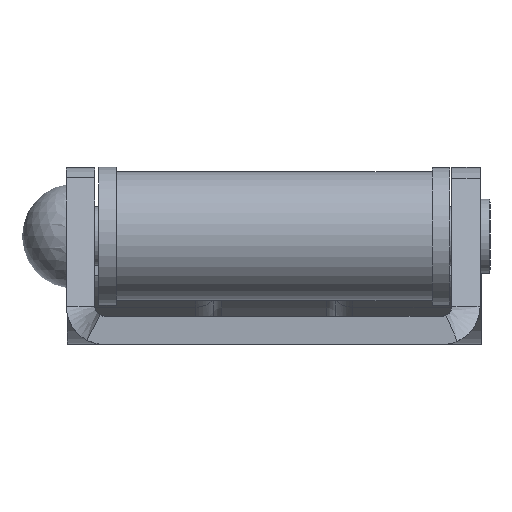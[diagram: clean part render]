
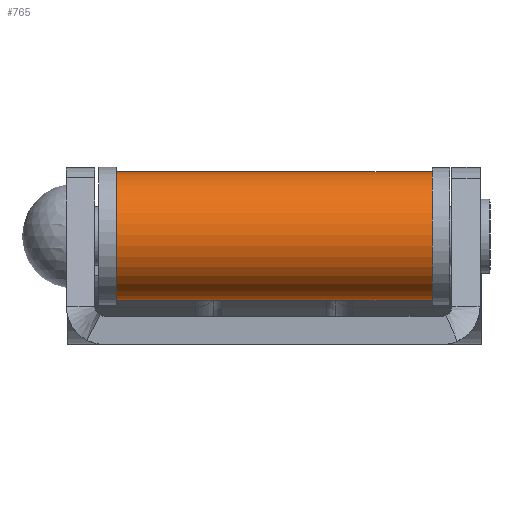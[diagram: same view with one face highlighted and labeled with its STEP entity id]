
A CAD part, left-side view. The second image highlights one B-rep face of the part: STEP entity #765.
In plain terms, the highlighted cylindrical face has radius 10.351 mm (diameter 20.701 mm), a partial arc.
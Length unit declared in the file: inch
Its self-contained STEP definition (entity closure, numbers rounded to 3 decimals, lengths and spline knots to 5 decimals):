
#218=CARTESIAN_POINT('',(0.31367,-1.0,0.94813));
#219=VERTEX_POINT('',#218);
#227=CARTESIAN_POINT('',(0.34558,-1.0,0.47206));
#228=VERTEX_POINT('',#227);
#229=CARTESIAN_POINT('',(0.0,-1.0,0.688));
#230=DIRECTION('',(0.0,1.0,0.0));
#231=DIRECTION('',(0.848,0.0,-0.53));
#232=AXIS2_PLACEMENT_3D('',#229,#230,#231);
#233=CIRCLE('',#232,0.4075);
#234=EDGE_CURVE('',#228,#219,#233,.T.);
#416=CARTESIAN_POINT('',(0.34558,1.0,0.47206));
#417=VERTEX_POINT('',#416);
#424=CARTESIAN_POINT('',(0.31367,1.0,0.94813));
#425=VERTEX_POINT('',#424);
#426=CARTESIAN_POINT('',(0.0,1.0,0.688));
#427=DIRECTION('',(0.0,-1.0,0.0));
#428=DIRECTION('',(0.848,0.0,-0.53));
#429=AXIS2_PLACEMENT_3D('',#426,#427,#428);
#430=CIRCLE('',#429,0.4075);
#431=EDGE_CURVE('',#425,#417,#430,.T.);
#666=CARTESIAN_POINT('',(0.31367,-1.0,0.94813));
#667=DIRECTION('',(0.0,1.0,0.0));
#668=VECTOR('',#667,2.0);
#669=LINE('',#666,#668);
#670=EDGE_CURVE('',#219,#425,#669,.T.);
#749=CARTESIAN_POINT('',(0.0,0.0,0.688));
#750=DIRECTION('',(0.0,1.0,0.0));
#751=DIRECTION('',(0.848,0.0,-0.53));
#752=AXIS2_PLACEMENT_3D('',#749,#750,#751);
#753=CYLINDRICAL_SURFACE('',#752,0.4075);
#754=ORIENTED_EDGE('',*,*,#431,.T.);
#755=CARTESIAN_POINT('',(0.34558,-1.0,0.47206));
#756=DIRECTION('',(0.0,1.0,0.0));
#757=VECTOR('',#756,2.0);
#758=LINE('',#755,#757);
#759=EDGE_CURVE('',#228,#417,#758,.T.);
#760=ORIENTED_EDGE('',*,*,#759,.F.);
#761=ORIENTED_EDGE('',*,*,#234,.T.);
#762=ORIENTED_EDGE('',*,*,#670,.T.);
#763=EDGE_LOOP('',(#754,#760,#761,#762));
#764=FACE_OUTER_BOUND('',#763,.T.);
#765=ADVANCED_FACE('',(#764),#753,.T.);
